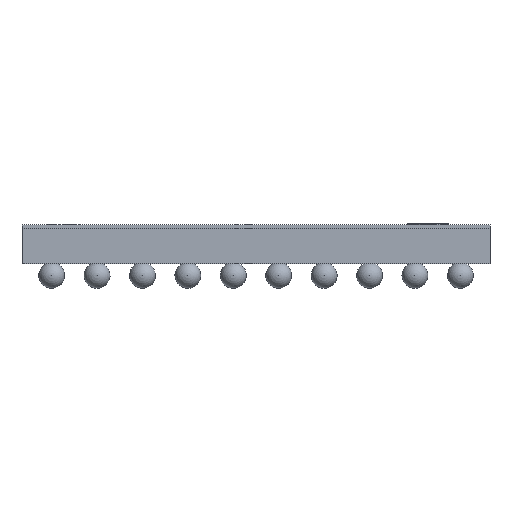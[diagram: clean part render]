
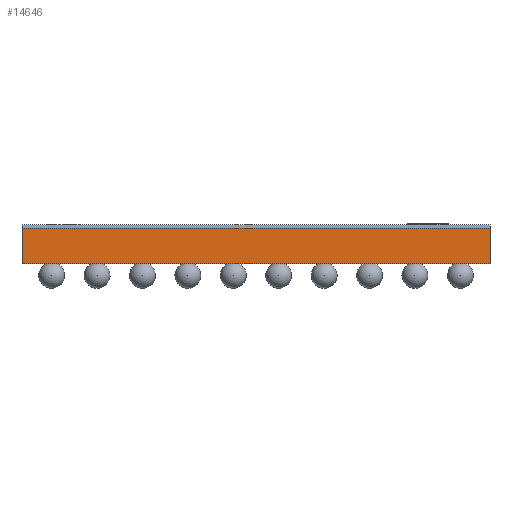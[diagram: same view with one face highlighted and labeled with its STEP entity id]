
A CAD part, left-side view. The second image highlights one B-rep face of the part: STEP entity #14646.
In plain terms, the highlighted planar face has unit normal (-1, 0, 0).
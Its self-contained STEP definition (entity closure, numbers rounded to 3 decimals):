
#631 = VERTEX_POINT ( 'NONE', #12416 ) ;
#728 = PLANE ( 'NONE',  #9686 ) ;
#1138 = LINE ( 'NONE', #15029, #4192 ) ;
#2577 = DIRECTION ( 'NONE',  ( 0., 1., 0. ) ) ;
#3748 = ORIENTED_EDGE ( 'NONE', *, *, #10195, .T. ) ;
#3787 = DIRECTION ( 'NONE',  ( 0., -1., 0. ) ) ;
#4192 = VECTOR ( 'NONE', #7201, 1000. ) ;
#4421 = CARTESIAN_POINT ( 'NONE',  ( -1.772, 1.803, -0.275 ) ) ;
#4614 = EDGE_CURVE ( 'NONE', #631, #13128, #19628, .T. ) ;
#4639 = CARTESIAN_POINT ( 'NONE',  ( -1.772, -1.804, 0. ) ) ;
#5756 = VECTOR ( 'NONE', #3787, 1000. ) ;
#6658 = CARTESIAN_POINT ( 'NONE',  ( -1.772, -1.804, -0.275 ) ) ;
#7201 = DIRECTION ( 'NONE',  ( 0., 0., 1. ) ) ;
#7526 = CARTESIAN_POINT ( 'NONE',  ( -1.772, 1.803, 0. ) ) ;
#8271 = CARTESIAN_POINT ( 'NONE',  ( -1.772, -1.804, -5.632 ) ) ;
#9600 = EDGE_CURVE ( 'NONE', #10675, #13128, #14254, .T. ) ;
#9610 = CARTESIAN_POINT ( 'NONE',  ( -1.772, 1.803, -5.632 ) ) ;
#9686 = AXIS2_PLACEMENT_3D ( 'NONE', #8271, #17589, #2577 ) ;
#9767 = LINE ( 'NONE', #6658, #5756 ) ;
#10195 = EDGE_CURVE ( 'NONE', #10675, #15896, #9767, .T. ) ;
#10625 = EDGE_CURVE ( 'NONE', #15896, #631, #1138, .T. ) ;
#10675 = VERTEX_POINT ( 'NONE', #4421 ) ;
#10877 = FACE_OUTER_BOUND ( 'NONE', #14745, .T. ) ;
#12416 = CARTESIAN_POINT ( 'NONE',  ( -1.772, -1.804, 0. ) ) ;
#12778 = DIRECTION ( 'NONE',  ( 0., 0., 1. ) ) ;
#13128 = VERTEX_POINT ( 'NONE', #7526 ) ;
#14133 = ORIENTED_EDGE ( 'NONE', *, *, #4614, .T. ) ;
#14254 = LINE ( 'NONE', #9610, #17497 ) ;
#14646 = ADVANCED_FACE ( 'NONE', ( #10877 ), #728, .F. ) ;
#14745 = EDGE_LOOP ( 'NONE', ( #15265, #3748, #17729, #14133 ) ) ;
#15029 = CARTESIAN_POINT ( 'NONE',  ( -1.772, -1.804, -5.632 ) ) ;
#15265 = ORIENTED_EDGE ( 'NONE', *, *, #9600, .F. ) ;
#15397 = VECTOR ( 'NONE', #16747, 1000. ) ;
#15896 = VERTEX_POINT ( 'NONE', #16161 ) ;
#16161 = CARTESIAN_POINT ( 'NONE',  ( -1.772, -1.804, -0.275 ) ) ;
#16747 = DIRECTION ( 'NONE',  ( 0., 1., 0. ) ) ;
#17497 = VECTOR ( 'NONE', #12778, 1000. ) ;
#17589 = DIRECTION ( 'NONE',  ( 1., 0., 0. ) ) ;
#17729 = ORIENTED_EDGE ( 'NONE', *, *, #10625, .T. ) ;
#19628 = LINE ( 'NONE', #4639, #15397 ) ;
